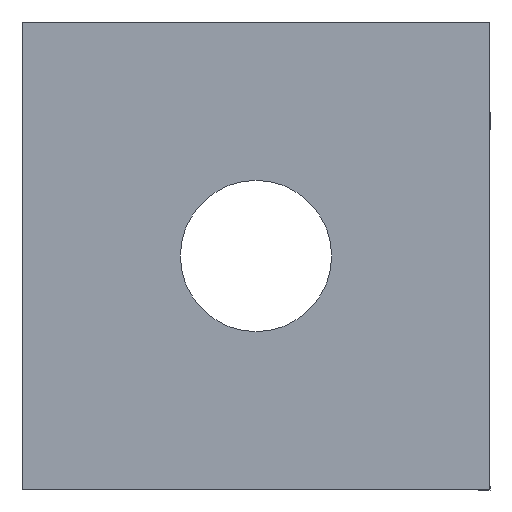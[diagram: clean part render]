
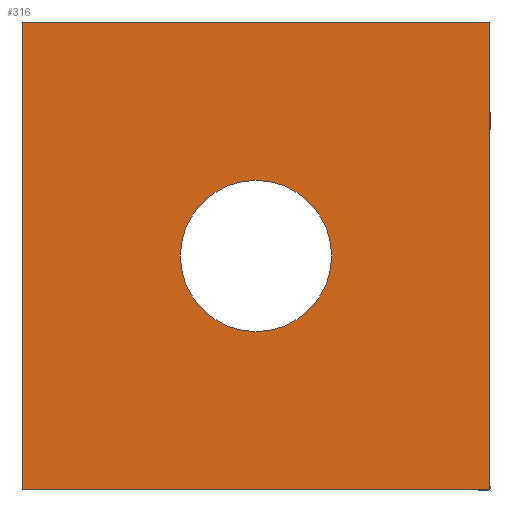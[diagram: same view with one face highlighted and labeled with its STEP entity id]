
A CAD part, front view. The second image highlights one B-rep face of the part: STEP entity #316.
In plain terms, the highlighted planar face has unit normal (0, -1, 0).
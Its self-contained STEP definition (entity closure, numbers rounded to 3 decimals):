
#16 = ORIENTED_EDGE ( 'NONE', *, *, #275, .T. ) ;
#42 = EDGE_CURVE ( 'NONE', #74, #541, #154, .T. ) ;
#74 = VERTEX_POINT ( 'NONE', #91 ) ;
#91 = CARTESIAN_POINT ( 'NONE',  ( 0., 0., -2.1 ) ) ;
#105 = CARTESIAN_POINT ( 'NONE',  ( 6.5, 0., -6.5 ) ) ;
#132 = EDGE_LOOP ( 'NONE', ( #621, #506 ) ) ;
#145 = LINE ( 'NONE', #105, #635 ) ;
#154 = CIRCLE ( 'NONE', #353, 2.1 ) ;
#156 = CARTESIAN_POINT ( 'NONE',  ( 0., 0., 0. ) ) ;
#160 = CARTESIAN_POINT ( 'NONE',  ( 6.5, 0., -6.5 ) ) ;
#162 = PLANE ( 'NONE',  #434 ) ;
#169 = EDGE_CURVE ( 'NONE', #264, #556, #145, .T. ) ;
#213 = CARTESIAN_POINT ( 'NONE',  ( -6.5, 0., -6.5 ) ) ;
#229 = DIRECTION ( 'NONE',  ( 0., 1., 0. ) ) ;
#250 = DIRECTION ( 'NONE',  ( 0., 0., 1. ) ) ;
#256 = DIRECTION ( 'NONE',  ( 0., -1., 0. ) ) ;
#264 = VERTEX_POINT ( 'NONE', #160 ) ;
#273 = EDGE_LOOP ( 'NONE', ( #422, #16, #392, #364 ) ) ;
#275 = EDGE_CURVE ( 'NONE', #556, #574, #501, .T. ) ;
#279 = DIRECTION ( 'NONE',  ( 1., 0., 0. ) ) ;
#310 = DIRECTION ( 'NONE',  ( -1., 0., 0. ) ) ;
#316 = ADVANCED_FACE ( 'NONE', ( #482, #552 ), #162, .T. ) ;
#318 = EDGE_CURVE ( 'NONE', #574, #599, #349, .T. ) ;
#349 = LINE ( 'NONE', #213, #473 ) ;
#351 = DIRECTION ( 'NONE',  ( 0., 1., 0. ) ) ;
#353 = AXIS2_PLACEMENT_3D ( 'NONE', #428, #229, #578 ) ;
#355 = CARTESIAN_POINT ( 'NONE',  ( -6.5, 0., 6.5 ) ) ;
#364 = ORIENTED_EDGE ( 'NONE', *, *, #511, .T. ) ;
#392 = ORIENTED_EDGE ( 'NONE', *, *, #318, .T. ) ;
#399 = CARTESIAN_POINT ( 'NONE',  ( -6.5, 0., -6.5 ) ) ;
#408 = DIRECTION ( 'NONE',  ( 0., 0., -1. ) ) ;
#418 = VECTOR ( 'NONE', #310, 1000. ) ;
#422 = ORIENTED_EDGE ( 'NONE', *, *, #169, .T. ) ;
#423 = LINE ( 'NONE', #579, #429 ) ;
#428 = CARTESIAN_POINT ( 'NONE',  ( 0., 0., 0. ) ) ;
#429 = VECTOR ( 'NONE', #279, 1000. ) ;
#434 = AXIS2_PLACEMENT_3D ( 'NONE', #399, #256, #604 ) ;
#441 = DIRECTION ( 'NONE',  ( 0., 0., 1. ) ) ;
#469 = AXIS2_PLACEMENT_3D ( 'NONE', #156, #351, #250 ) ;
#473 = VECTOR ( 'NONE', #408, 1000. ) ;
#480 = CARTESIAN_POINT ( 'NONE',  ( 0., 0., 2.1 ) ) ;
#482 = FACE_OUTER_BOUND ( 'NONE', #273, .T. ) ;
#491 = CARTESIAN_POINT ( 'NONE',  ( -6.5, 0., -6.5 ) ) ;
#501 = LINE ( 'NONE', #355, #418 ) ;
#506 = ORIENTED_EDGE ( 'NONE', *, *, #42, .T. ) ;
#511 = EDGE_CURVE ( 'NONE', #599, #264, #423, .T. ) ;
#517 = CIRCLE ( 'NONE', #469, 2.1 ) ;
#530 = CARTESIAN_POINT ( 'NONE',  ( 6.5, 0., 6.5 ) ) ;
#541 = VERTEX_POINT ( 'NONE', #480 ) ;
#552 = FACE_BOUND ( 'NONE', #132, .T. ) ;
#556 = VERTEX_POINT ( 'NONE', #530 ) ;
#574 = VERTEX_POINT ( 'NONE', #628 ) ;
#578 = DIRECTION ( 'NONE',  ( 0., 0., 1. ) ) ;
#579 = CARTESIAN_POINT ( 'NONE',  ( -6.5, 0., -6.5 ) ) ;
#584 = EDGE_CURVE ( 'NONE', #541, #74, #517, .T. ) ;
#599 = VERTEX_POINT ( 'NONE', #491 ) ;
#604 = DIRECTION ( 'NONE',  ( 0., 0., -1. ) ) ;
#621 = ORIENTED_EDGE ( 'NONE', *, *, #584, .T. ) ;
#628 = CARTESIAN_POINT ( 'NONE',  ( -6.5, 0., 6.5 ) ) ;
#635 = VECTOR ( 'NONE', #441, 1000. ) ;
